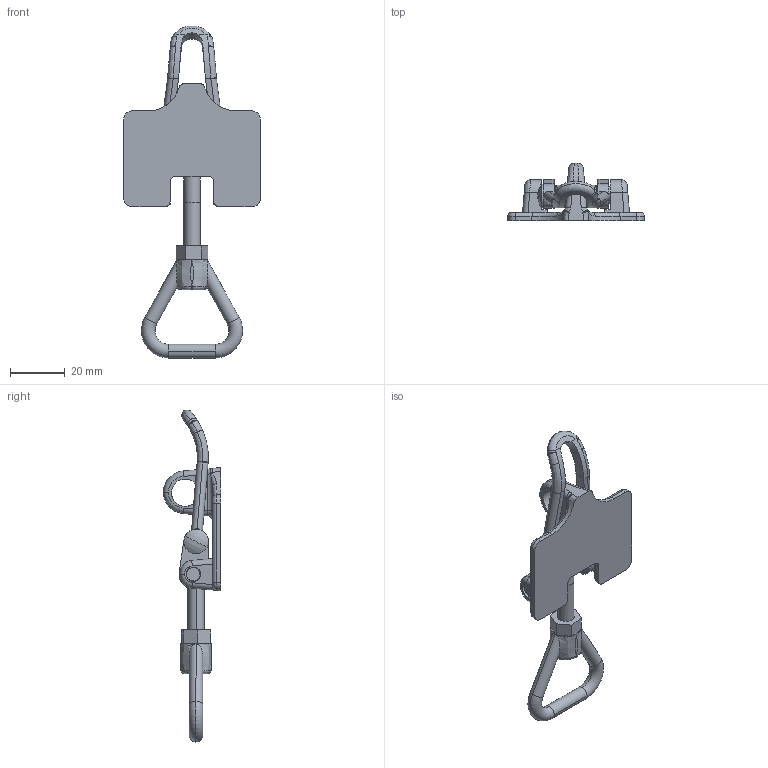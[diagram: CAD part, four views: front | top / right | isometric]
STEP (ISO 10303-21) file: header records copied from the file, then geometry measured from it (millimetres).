
FILE_DESCRIPTION (( 'STEP AP214' ), '1' );
FILE_NAME ('510419 - 202 C Kromad.STEP', '2016-12-29T11:15:18', ( '' ), ( '' ), 'SwSTEP 2.0', 'SolidWorks 2015', '' );
FILE_SCHEMA (( 'AUTOMOTIVE_DESIGN' ));
Length unit declared in the file: millimetre
Products named in the file (7): Justerskruv M6; Ring 2; Mutter M6x10x5; Hålnit 5x26; bygel 2; 202 C; 510419 - 202 C Kromad
Assembly tree (6 placements, depth 2):
  510419 - 202 C Kromad
    202 C
    bygel 2
    Hålnit 5x26
    Mutter M6x10x5
    Ring 2
    Justerskruv M6
Bounding box: 50 x 21 x 121.37 mm (x, y, z)
Volume: 15460.2 mm3; surface area: 12450.1 mm2
Topology: 6 solids, 6 shells, 263 faces, 640 edges, 391 vertices
Faces by surface type: cylinder 99, bspline 74, plane 70, torus 14, sphere 6
Entity records: 10747 total; most frequent: CARTESIAN_POINT 4863, ORIENTED_EDGE 1276, DIRECTION 1061, EDGE_CURVE 638, AXIS2_PLACEMENT_3D 413, VERTEX_POINT 391, EDGE_LOOP 285, ADVANCED_FACE 263
